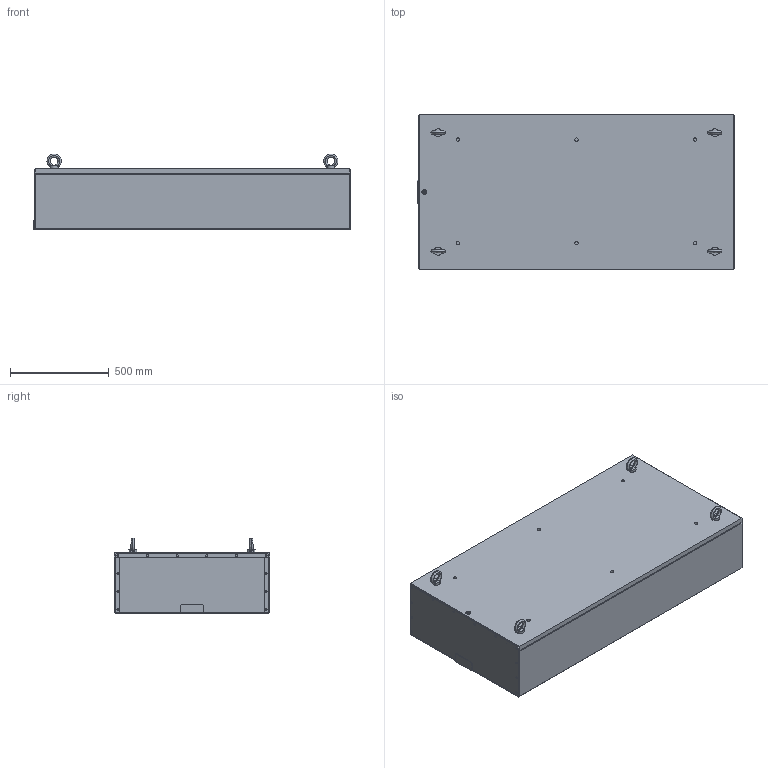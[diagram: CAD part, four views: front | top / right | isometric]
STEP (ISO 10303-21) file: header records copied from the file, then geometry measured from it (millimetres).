
FILE_DESCRIPTION(/* description */ (''),/* implementation_level */ '2;1');
FILE_NAME(/* name */ 'SVMF071600_Obal_1.stp',/* time_stamp */ '2021-04-06T10:41:52+02:00',/* author */ ('EN'),/* organization */ (''),/* preprocessor_version */ 'ST-DEVELOPER v18.1',/* originating_system */ 'Autodesk Inventor 2021',/* authorisation */ '');
FILE_SCHEMA (('AUTOMOTIVE_DESIGN { 1 0 10303 214 3 1 1 }'));
Length unit declared in the file: millimetre
Products named in the file (1): SVMF071600_Obal_1
Bounding box: 1605 x 785 x 384 mm (x, y, z)
Volume: 62411909.7 mm3; surface area: 8141360.7 mm2
Topology: 13 solids, 13 shells, 202 faces, 533 edges, 354 vertices
Faces by surface type: plane 99, cylinder 67, cone 16, bspline 16, torus 4
Full cylindrical faces by diameter (mm): 6.647 x2, 8 x1, 9 x1, 10 x12, 17.294 x10, 18.4 x4, 20 x4, 24 x1
Entity records: 8813 total; most frequent: CARTESIAN_POINT 3370, DIRECTION 1077, ORIENTED_EDGE 1066, EDGE_CURVE 533, AXIS2_PLACEMENT_3D 425, VERTEX_POINT 354, EDGE_LOOP 257, LINE 227
